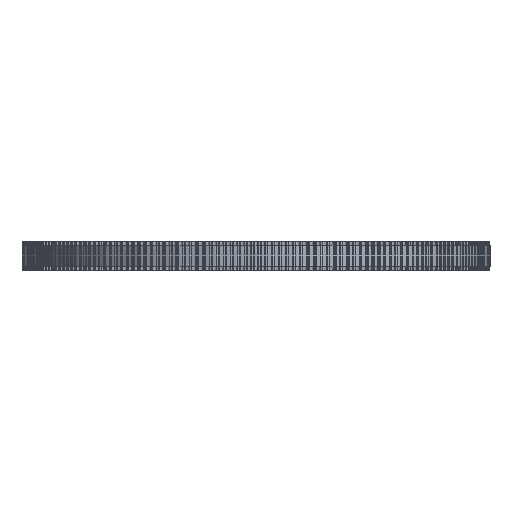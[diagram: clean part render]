
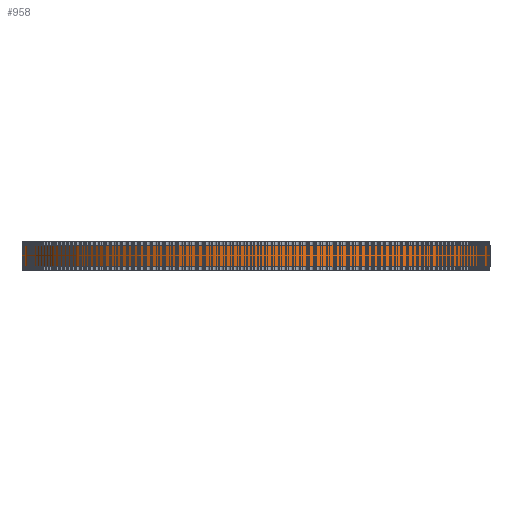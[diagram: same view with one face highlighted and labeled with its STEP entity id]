
A CAD part, front view. The second image highlights one B-rep face of the part: STEP entity #958.
In plain terms, the highlighted cylindrical face has radius 66.527 mm (diameter 133.054 mm), a full revolution.
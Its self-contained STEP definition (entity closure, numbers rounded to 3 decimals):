
#97=FACE_BOUND('',#3472,.T.);
#98=FACE_BOUND('',#3473,.T.);
#958=ADVANCED_FACE('',(#97,#98),#1795,.T.);
#1795=CYLINDRICAL_SURFACE('',#18535,66.527);
#3472=EDGE_LOOP('',(#10162));
#3473=EDGE_LOOP('',(#10163));
#10162=ORIENTED_EDGE('',*,*,#14346,.T.);
#10163=ORIENTED_EDGE('',*,*,#14347,.T.);
#11836=VERTEX_POINT('',#29420);
#11837=VERTEX_POINT('',#29422);
#14346=EDGE_CURVE('',#11836,#11836,#16020,.T.);
#14347=EDGE_CURVE('',#11837,#11837,#16021,.T.);
#16020=CIRCLE('',#18533,66.527);
#16021=CIRCLE('',#18534,66.527);
#18533=AXIS2_PLACEMENT_3D('',#29419,#24394,#24395);
#18534=AXIS2_PLACEMENT_3D('',#29421,#24396,#24397);
#18535=AXIS2_PLACEMENT_3D('',#29423,#24398,#24399);
#24394=DIRECTION('',(0.,0.,1.));
#24395=DIRECTION('',(1.,0.,0.));
#24396=DIRECTION('',(0.,0.,-1.));
#24397=DIRECTION('',(1.,0.,0.));
#24398=DIRECTION('',(0.,0.,1.));
#24399=DIRECTION('',(1.,0.,0.));
#29419=CARTESIAN_POINT('',(0.,0.,1.));
#29420=CARTESIAN_POINT('',(66.527,0.,1.));
#29421=CARTESIAN_POINT('',(0.,0.,7.));
#29422=CARTESIAN_POINT('',(66.527,0.,7.));
#29423=CARTESIAN_POINT('',(0.,0.,1.));
